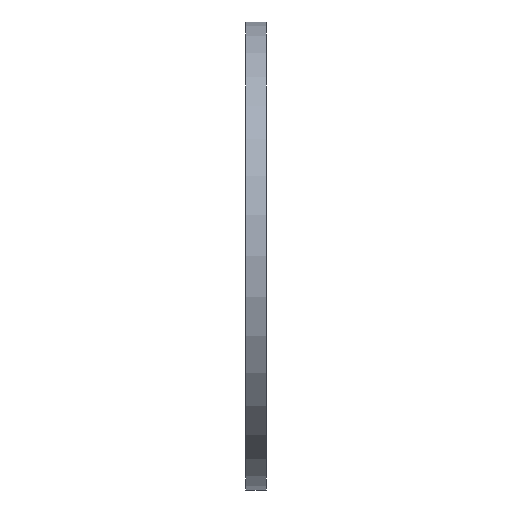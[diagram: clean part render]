
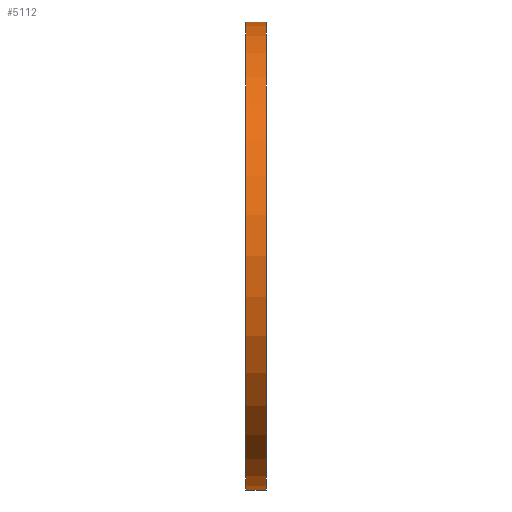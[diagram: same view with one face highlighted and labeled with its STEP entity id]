
A CAD part, left-side view. The second image highlights one B-rep face of the part: STEP entity #5112.
In plain terms, the highlighted cylindrical face has radius 70 mm (diameter 140 mm), a partial arc.
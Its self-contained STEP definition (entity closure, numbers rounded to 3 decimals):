
#92 = AXIS2_PLACEMENT_3D ( 'NONE', #497, #2586, #405 ) ;
#289 = DIRECTION ( 'NONE',  ( 0., -1., 0. ) ) ;
#405 = DIRECTION ( 'NONE',  ( 0., 0., 1. ) ) ;
#459 = VECTOR ( 'NONE', #3966, 1000. ) ;
#497 = CARTESIAN_POINT ( 'NONE',  ( 0., 0., 0. ) ) ;
#695 = EDGE_CURVE ( 'NONE', #8995, #8286, #5522, .T. ) ;
#784 = EDGE_CURVE ( 'NONE', #8286, #1462, #12863, .T. ) ;
#1462 = VERTEX_POINT ( 'NONE', #12238 ) ;
#1731 = LINE ( 'NONE', #7701, #459 ) ;
#2093 = CARTESIAN_POINT ( 'NONE',  ( 0., 0., -70. ) ) ;
#2242 = DIRECTION ( 'NONE',  ( 0., 0., -1. ) ) ;
#2579 = AXIS2_PLACEMENT_3D ( 'NONE', #6386, #289, #2242 ) ;
#2586 = DIRECTION ( 'NONE',  ( 0., 1., 0. ) ) ;
#2926 = EDGE_CURVE ( 'NONE', #8995, #6475, #3102, .T. ) ;
#3102 = CIRCLE ( 'NONE', #10420, 70. ) ;
#3206 = ORIENTED_EDGE ( 'NONE', *, *, #6598, .F. ) ;
#3458 = VECTOR ( 'NONE', #9414, 1000. ) ;
#3966 = DIRECTION ( 'NONE',  ( 0., -1., 0. ) ) ;
#4453 = CARTESIAN_POINT ( 'NONE',  ( 0., 6., 70. ) ) ;
#5112 = ADVANCED_FACE ( 'NONE', ( #10543 ), #10710, .T. ) ;
#5318 = CARTESIAN_POINT ( 'NONE',  ( 0., 6., -70. ) ) ;
#5522 = LINE ( 'NONE', #7346, #3458 ) ;
#6386 = CARTESIAN_POINT ( 'NONE',  ( 0., 6., 0. ) ) ;
#6475 = VERTEX_POINT ( 'NONE', #4453 ) ;
#6598 = EDGE_CURVE ( 'NONE', #6475, #1462, #1731, .T. ) ;
#6699 = EDGE_LOOP ( 'NONE', ( #3206, #7086, #6762, #7946 ) ) ;
#6762 = ORIENTED_EDGE ( 'NONE', *, *, #695, .T. ) ;
#7086 = ORIENTED_EDGE ( 'NONE', *, *, #2926, .F. ) ;
#7346 = CARTESIAN_POINT ( 'NONE',  ( 0., 6., -70. ) ) ;
#7701 = CARTESIAN_POINT ( 'NONE',  ( 0., 6., 70. ) ) ;
#7946 = ORIENTED_EDGE ( 'NONE', *, *, #784, .T. ) ;
#8286 = VERTEX_POINT ( 'NONE', #2093 ) ;
#8644 = DIRECTION ( 'NONE',  ( 0., 0., 1. ) ) ;
#8995 = VERTEX_POINT ( 'NONE', #5318 ) ;
#9414 = DIRECTION ( 'NONE',  ( 0., -1., 0. ) ) ;
#9843 = CARTESIAN_POINT ( 'NONE',  ( 0., 6., 0. ) ) ;
#10420 = AXIS2_PLACEMENT_3D ( 'NONE', #9843, #10870, #8644 ) ;
#10543 = FACE_OUTER_BOUND ( 'NONE', #6699, .T. ) ;
#10710 = CYLINDRICAL_SURFACE ( 'NONE', #2579, 70. ) ;
#10870 = DIRECTION ( 'NONE',  ( 0., 1., 0. ) ) ;
#12238 = CARTESIAN_POINT ( 'NONE',  ( 0., 0., 70. ) ) ;
#12863 = CIRCLE ( 'NONE', #92, 70. ) ;
